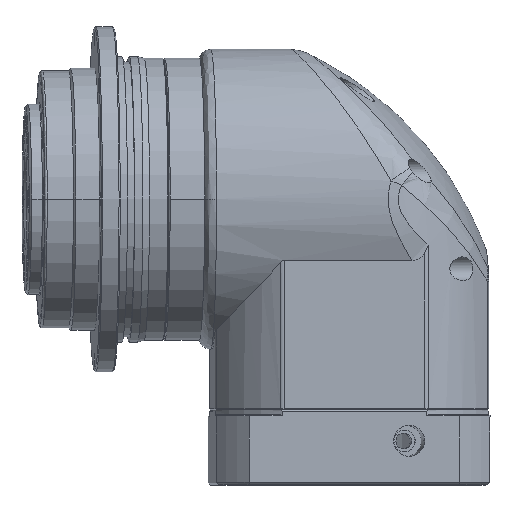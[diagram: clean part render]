
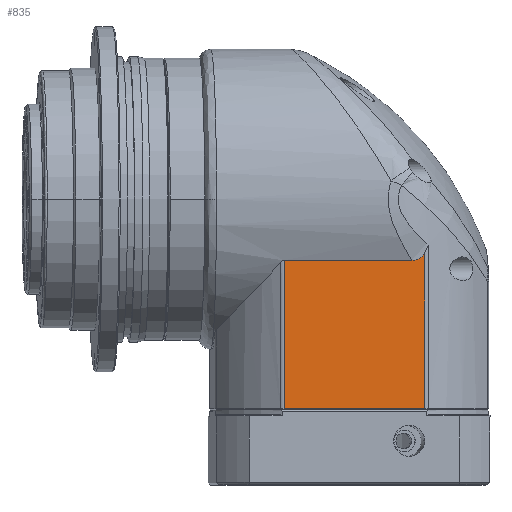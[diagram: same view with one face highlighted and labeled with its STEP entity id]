
A CAD part, top view. The second image highlights one B-rep face of the part: STEP entity #835.
In plain terms, the highlighted face is planar.
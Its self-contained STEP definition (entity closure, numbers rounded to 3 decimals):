
#198 = CARTESIAN_POINT ( 'NONE',  ( 38.706, -7.375, 115. ) ) ;
#311 = CARTESIAN_POINT ( 'NONE',  ( 36.044, -8.809, 115. ) ) ;
#835 = ADVANCED_FACE ( 'NONE', ( #23652 ), #14908, .T. ) ;
#1014 = ORIENTED_EDGE ( 'NONE', *, *, #10007, .T. ) ;
#2358 = ORIENTED_EDGE ( 'NONE', *, *, #24241, .F. ) ;
#2470 = CARTESIAN_POINT ( 'NONE',  ( 39.809, -71.25, 115. ) ) ;
#2875 = CARTESIAN_POINT ( 'NONE',  ( 38.012, -7.952, 115. ) ) ;
#2982 = CARTESIAN_POINT ( 'NONE',  ( 34.943, -8.994, 115. ) ) ;
#3857 = DIRECTION ( 'NONE',  ( 1., 0., 0. ) ) ;
#4269 = EDGE_CURVE ( 'NONE', #4720, #15250, #30151, .T. ) ;
#4622 = CARTESIAN_POINT ( 'NONE',  ( -67.75, -8.994, 115. ) ) ;
#4661 = CARTESIAN_POINT ( 'NONE',  ( 39.808, -5.767, 114.997 ) ) ;
#4720 = VERTEX_POINT ( 'NONE', #21360 ) ;
#5432 = CARTESIAN_POINT ( 'NONE',  ( 39.686, -6.031, 115. ) ) ;
#5556 = VERTEX_POINT ( 'NONE', #27494 ) ;
#5564 = CARTESIAN_POINT ( 'NONE',  ( 37.718, -8.14, 115. ) ) ;
#8222 = CARTESIAN_POINT ( 'NONE',  ( 37.359, -8.346, 115. ) ) ;
#8370 = LINE ( 'NONE', #4622, #28385 ) ;
#8523 = ORIENTED_EDGE ( 'NONE', *, *, #4269, .T. ) ;
#9214 = DIRECTION ( 'NONE',  ( 0., 1., 0. ) ) ;
#10007 = EDGE_CURVE ( 'NONE', #15250, #18961, #29625, .T. ) ;
#10145 = VECTOR ( 'NONE', #10557, 1000. ) ;
#10557 = DIRECTION ( 'NONE',  ( 0., -1., 0. ) ) ;
#10736 = CARTESIAN_POINT ( 'NONE',  ( 39.478, -6.404, 115. ) ) ;
#10861 = CARTESIAN_POINT ( 'NONE',  ( 36.516, -8.683, 115. ) ) ;
#11118 = ORIENTED_EDGE ( 'NONE', *, *, #18237, .T. ) ;
#11388 = B_SPLINE_CURVE_WITH_KNOTS ( 'NONE', 3,
 ( #23760, #5432, #10736, #28999, #13391, #31650, #16070, #198, #18671, #2875, #21254, #5564, #23865, #8222, #26425, #10861, #29107, #13501, #31769, #16180, #311, #18770, #2982, #21366 ),
 .UNSPECIFIED., .F., .F.,
 ( 4, 1, 1, 2, 2, 1, 1, 2, 2, 1, 1, 1, 1, 2, 2, 4 ),
 ( 0., 0.125, 0.188, 0.219, 0.25, 0.375, 0.438, 0.469, 0.5, 0.625, 0.688, 0.719, 0.734, 0.742, 0.75, 1. ),
 .UNSPECIFIED. ) ;
#11600 = VERTEX_POINT ( 'NONE', #4661 ) ;
#12594 = EDGE_CURVE ( 'NONE', #18961, #11600, #21796, .T. ) ;
#12596 = ORIENTED_EDGE ( 'NONE', *, *, #12594, .T. ) ;
#13391 = CARTESIAN_POINT ( 'NONE',  ( 39.071, -6.959, 115. ) ) ;
#13501 = CARTESIAN_POINT ( 'NONE',  ( 36.151, -8.783, 115. ) ) ;
#14203 = DIRECTION ( 'NONE',  ( 1., 0., 0. ) ) ;
#14275 = DIRECTION ( 'NONE',  ( 0., 0., 1. ) ) ;
#14315 = CARTESIAN_POINT ( 'NONE',  ( -9.042, -8.988, 115. ) ) ;
#14381 = CARTESIAN_POINT ( 'NONE',  ( -9.042, -71.25, 115. ) ) ;
#14908 = PLANE ( 'NONE',  #32117 ) ;
#15250 = VERTEX_POINT ( 'NONE', #26359 ) ;
#16070 = CARTESIAN_POINT ( 'NONE',  ( 38.94, -7.114, 115. ) ) ;
#16180 = CARTESIAN_POINT ( 'NONE',  ( 36.063, -8.804, 115. ) ) ;
#17085 = CARTESIAN_POINT ( 'NONE',  ( 39.809, -8.988, 115. ) ) ;
#18237 = EDGE_CURVE ( 'NONE', #11600, #5556, #11388, .T. ) ;
#18671 = CARTESIAN_POINT ( 'NONE',  ( 38.403, -7.662, 115. ) ) ;
#18770 = CARTESIAN_POINT ( 'NONE',  ( 35.502, -8.933, 115. ) ) ;
#18961 = VERTEX_POINT ( 'NONE', #2470 ) ;
#21254 = CARTESIAN_POINT ( 'NONE',  ( 37.837, -8.066, 115. ) ) ;
#21360 = CARTESIAN_POINT ( 'NONE',  ( -19.309, -8.994, 115. ) ) ;
#21366 = CARTESIAN_POINT ( 'NONE',  ( 34.348, -8.994, 115. ) ) ;
#21796 = LINE ( 'NONE', #17085, #27896 ) ;
#21914 = VECTOR ( 'NONE', #3857, 1000. ) ;
#22979 = DIRECTION ( 'NONE',  ( 1., 0., 0. ) ) ;
#23486 = CARTESIAN_POINT ( 'NONE',  ( -19.309, -8.988, 115. ) ) ;
#23652 = FACE_OUTER_BOUND ( 'NONE', #29296, .T. ) ;
#23760 = CARTESIAN_POINT ( 'NONE',  ( 39.808, -5.767, 114.997 ) ) ;
#23865 = CARTESIAN_POINT ( 'NONE',  ( 37.655, -8.177, 115. ) ) ;
#24241 = EDGE_CURVE ( 'NONE', #4720, #5556, #8370, .T. ) ;
#26359 = CARTESIAN_POINT ( 'NONE',  ( -19.309, -71.25, 115. ) ) ;
#26425 = CARTESIAN_POINT ( 'NONE',  ( 36.984, -8.522, 115. ) ) ;
#27494 = CARTESIAN_POINT ( 'NONE',  ( 34.348, -8.994, 115. ) ) ;
#27896 = VECTOR ( 'NONE', #9214, 1000. ) ;
#28385 = VECTOR ( 'NONE', #22979, 1000. ) ;
#28999 = CARTESIAN_POINT ( 'NONE',  ( 39.199, -6.798, 115. ) ) ;
#29107 = CARTESIAN_POINT ( 'NONE',  ( 36.274, -8.751, 115. ) ) ;
#29296 = EDGE_LOOP ( 'NONE', ( #2358, #8523, #1014, #12596, #11118 ) ) ;
#29625 = LINE ( 'NONE', #14381, #21914 ) ;
#30151 = LINE ( 'NONE', #23486, #10145 ) ;
#31650 = CARTESIAN_POINT ( 'NONE',  ( 38.983, -7.064, 115. ) ) ;
#31769 = CARTESIAN_POINT ( 'NONE',  ( 36.098, -8.796, 115. ) ) ;
#32117 = AXIS2_PLACEMENT_3D ( 'NONE', #14315, #14275, #14203 ) ;
